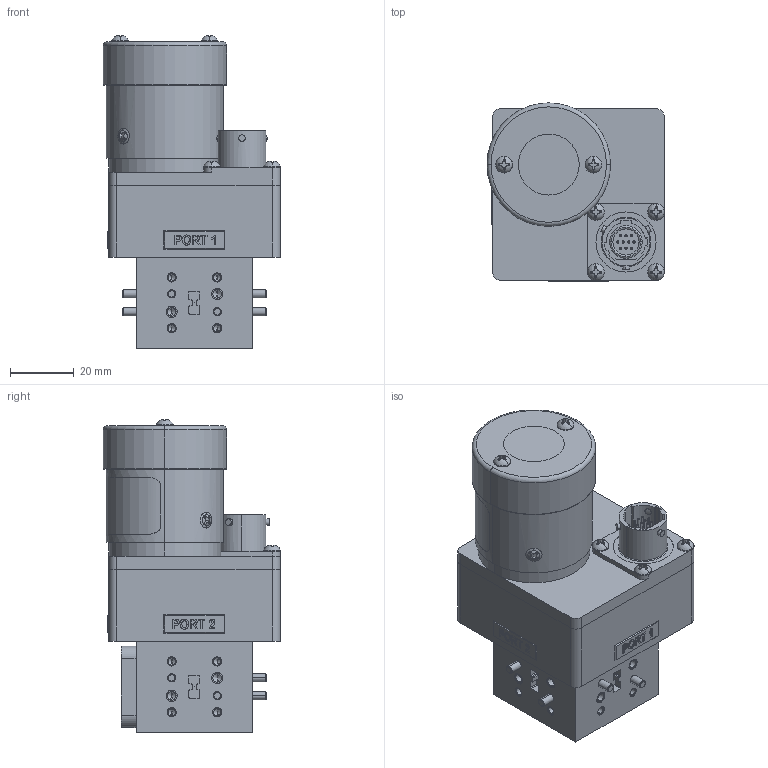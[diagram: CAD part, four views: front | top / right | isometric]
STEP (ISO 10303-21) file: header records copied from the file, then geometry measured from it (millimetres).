
FILE_DESCRIPTION (( 'STEP AP214' ), '1' );
FILE_NAME ('PEWGS6052-53-54-55 ¦ FMWGS6052-53-54-55.step', '2021-04-23T16:23:28', ( '' ), ( '' ), 'SwSTEP 2.0', 'SolidWorks 2020', '' );
FILE_SCHEMA (( 'AUTOMOTIVE_DESIGN' ));
Length unit declared in the file: inch
Products named in the file (1): PEWGS6052-53-54-55 ｦ FMWGS6052-53-54-55
Bounding box: 55.63 x 55.63 x 97.85 mm (x, y, z)
Volume: 160775 mm3; surface area: 31772.2 mm2
Topology: 15 solids, 16 shells, 1497 faces, 3890 edges, 2504 vertices
Faces by surface type: plane 591, cylinder 467, cone 224, bspline 165, torus 34, sphere 16
Entity records: 74560 total; most frequent: CARTESIAN_POINT 32957, ORIENTED_EDGE 7628, DIRECTION 6620, EDGE_CURVE 3814, VERTEX_POINT 2504, AXIS2_PLACEMENT_3D 2421, VECTOR 1778, LINE 1778
